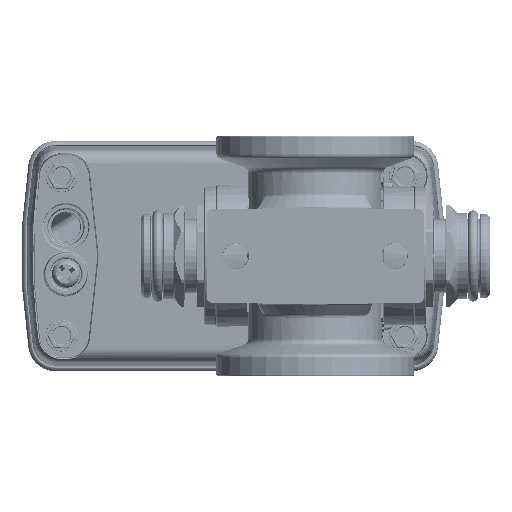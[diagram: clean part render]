
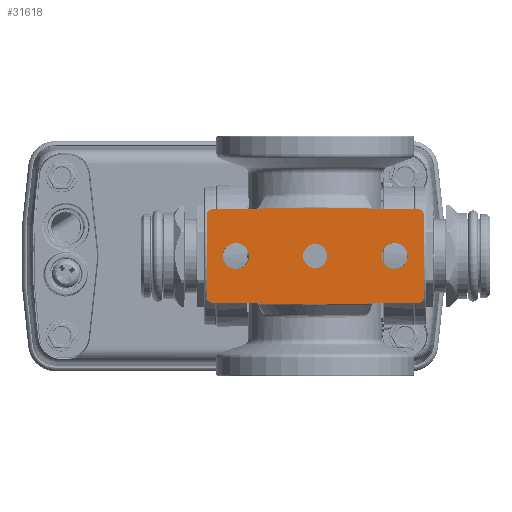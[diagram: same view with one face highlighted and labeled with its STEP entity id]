
A CAD part, front view. The second image highlights one B-rep face of the part: STEP entity #31618.
In plain terms, the highlighted face is planar.
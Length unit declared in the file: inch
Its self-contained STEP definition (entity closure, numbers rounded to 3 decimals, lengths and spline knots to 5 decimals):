
#3276 = EDGE_CURVE ( 'NONE', #19389, #25491, #83853, .T. ) ;
#4097 = EDGE_CURVE ( 'NONE', #73839, #19389, #10128, .T. ) ;
#4550 = CARTESIAN_POINT ( 'NONE',  ( 0.48046, -1.11966, -1.4 ) ) ;
#7544 = AXIS2_PLACEMENT_3D ( 'NONE', #150745, #140656, #115049 ) ;
#9179 = AXIS2_PLACEMENT_3D ( 'NONE', #21799, #69151, #116386 ) ;
#9985 = VECTOR ( 'NONE', #11422, 39.37008 ) ;
#10128 = CIRCLE ( 'NONE', #64820, 0.05 ) ;
#11422 = DIRECTION ( 'NONE',  ( -1., 0., 0. ) ) ;
#11759 = CIRCLE ( 'NONE', #9179, 0.125 ) ;
#11963 = EDGE_CURVE ( 'NONE', #25491, #147608, #54066, .T. ) ;
#13334 = EDGE_CURVE ( 'NONE', #34339, #105546, #103120, .T. ) ;
#15363 = VERTEX_POINT ( 'NONE', #130904 ) ;
#17014 = EDGE_CURVE ( 'NONE', #123534, #34704, #76751, .T. ) ;
#18150 = ORIENTED_EDGE ( 'NONE', *, *, #88385, .T. ) ;
#18738 = AXIS2_PLACEMENT_3D ( 'NONE', #121204, #123499, #132861 ) ;
#19389 = VERTEX_POINT ( 'NONE', #117860 ) ;
#21043 = VECTOR ( 'NONE', #65731, 39.37008 ) ;
#21192 = VECTOR ( 'NONE', #122444, 39.37008 ) ;
#21799 = CARTESIAN_POINT ( 'NONE',  ( 0., 0., -1.4 ) ) ;
#22523 = LINE ( 'NONE', #90798, #60686 ) ;
#24129 = DIRECTION ( 'NONE',  ( -0.017, 1., 0. ) ) ;
#25491 = VERTEX_POINT ( 'NONE', #149470 ) ;
#28500 = CIRCLE ( 'NONE', #31045, 0.13555 ) ;
#31045 = AXIS2_PLACEMENT_3D ( 'NONE', #136988, #126078, #54061 ) ;
#31618 = ADVANCED_FACE ( 'NONE', ( #80958, #115806, #46068, #129734 ), #80177, .F. ) ;
#31842 = DIRECTION ( 'NONE',  ( -1., 0., 0. ) ) ;
#33745 = CARTESIAN_POINT ( 'NONE',  ( -0.43132, -1.12, -1.4 ) ) ;
#34339 = VERTEX_POINT ( 'NONE', #136551 ) ;
#34704 = VERTEX_POINT ( 'NONE', #35142 ) ;
#35142 = CARTESIAN_POINT ( 'NONE',  ( 0.5, 0., -1.4 ) ) ;
#38428 = DIRECTION ( 'NONE',  ( 1., 0., 0. ) ) ;
#39939 = CARTESIAN_POINT ( 'NONE',  ( 0., -0.8195, -1.4 ) ) ;
#42402 = EDGE_CURVE ( 'NONE', #143484, #143484, #28500, .T. ) ;
#43958 = CARTESIAN_POINT ( 'NONE',  ( -0.51924, -1.10221, -1.4 ) ) ;
#44547 = EDGE_LOOP ( 'NONE', ( #65957 ) ) ;
#45855 = EDGE_CURVE ( 'NONE', #123534, #15363, #120255, .T. ) ;
#46068 = FACE_BOUND ( 'NONE', #114343, .T. ) ;
#48273 = ORIENTED_EDGE ( 'NONE', *, *, #42402, .F. ) ;
#48923 = CARTESIAN_POINT ( 'NONE',  ( 0.13555, 0.8195, -1.4 ) ) ;
#49180 = AXIS2_PLACEMENT_3D ( 'NONE', #108193, #49262, #96553 ) ;
#49262 = DIRECTION ( 'NONE',  ( 0., 0., -1. ) ) ;
#49284 = VECTOR ( 'NONE', #84696, 39.37008 ) ;
#53971 = ORIENTED_EDGE ( 'NONE', *, *, #13334, .T. ) ;
#54061 = DIRECTION ( 'NONE',  ( 1., 0., 0. ) ) ;
#54066 = LINE ( 'NONE', #43958, #21043 ) ;
#54349 = EDGE_LOOP ( 'NONE', ( #135584 ) ) ;
#55515 = EDGE_CURVE ( 'NONE', #34339, #82997, #58026, .T. ) ;
#56187 = ORIENTED_EDGE ( 'NONE', *, *, #4097, .T. ) ;
#58026 = LINE ( 'NONE', #140989, #9985 ) ;
#59054 = CIRCLE ( 'NONE', #49180, 0.05 ) ;
#60636 = DIRECTION ( 'NONE',  ( 1., 0., 0. ) ) ;
#60686 = VECTOR ( 'NONE', #31842, 39.37008 ) ;
#64590 = VECTOR ( 'NONE', #24129, 39.37008 ) ;
#64820 = AXIS2_PLACEMENT_3D ( 'NONE', #143562, #118738, #60636 ) ;
#65049 = EDGE_CURVE ( 'NONE', #15363, #73839, #22523, .T. ) ;
#65731 = DIRECTION ( 'NONE',  ( 0.017, 1., 0. ) ) ;
#65957 = ORIENTED_EDGE ( 'NONE', *, *, #70461, .F. ) ;
#69151 = DIRECTION ( 'NONE',  ( 0., 0., -1. ) ) ;
#70461 = EDGE_CURVE ( 'NONE', #92924, #92924, #11759, .T. ) ;
#73354 = DIRECTION ( 'NONE',  ( 0., 0., -1. ) ) ;
#73789 = CARTESIAN_POINT ( 'NONE',  ( 0.48131, 1.07087, -1.4 ) ) ;
#73839 = VERTEX_POINT ( 'NONE', #33745 ) ;
#74303 = EDGE_CURVE ( 'NONE', #34704, #105546, #121074, .T. ) ;
#76648 = ORIENTED_EDGE ( 'NONE', *, *, #65049, .T. ) ;
#76751 = LINE ( 'NONE', #4550, #21192 ) ;
#77488 = DIRECTION ( 'NONE',  ( 1., 0., 0. ) ) ;
#80177 = PLANE ( 'NONE',  #7544 ) ;
#80188 = EDGE_LOOP ( 'NONE', ( #116291, #18150, #122622, #53971, #138337, #98389, #108463, #76648, #56187, #112341 ) ) ;
#80958 = FACE_BOUND ( 'NONE', #44547, .T. ) ;
#82997 = VERTEX_POINT ( 'NONE', #108908 ) ;
#83853 = LINE ( 'NONE', #84596, #64590 ) ;
#84596 = CARTESIAN_POINT ( 'NONE',  ( -0.48015, -1.13711, -1.4 ) ) ;
#84696 = DIRECTION ( 'NONE',  ( -0.017, 1., 0. ) ) ;
#85560 = VERTEX_POINT ( 'NONE', #98716 ) ;
#88385 = EDGE_CURVE ( 'NONE', #147608, #82997, #59054, .T. ) ;
#90087 = CARTESIAN_POINT ( 'NONE',  ( -0.48131, 1.07087, -1.4 ) ) ;
#90798 = CARTESIAN_POINT ( 'NONE',  ( 0.5, -1.12, -1.4 ) ) ;
#92924 = VERTEX_POINT ( 'NONE', #152662 ) ;
#96553 = DIRECTION ( 'NONE',  ( 1., 0., 0. ) ) ;
#98389 = ORIENTED_EDGE ( 'NONE', *, *, #17014, .F. ) ;
#98716 = CARTESIAN_POINT ( 'NONE',  ( 0.13555, -0.8195, -1.4 ) ) ;
#99019 = CARTESIAN_POINT ( 'NONE',  ( 0.48131, -1.07087, -1.4 ) ) ;
#99131 = AXIS2_PLACEMENT_3D ( 'NONE', #39939, #73354, #38428 ) ;
#99226 = DIRECTION ( 'NONE',  ( 0., 0., -1. ) ) ;
#103120 = CIRCLE ( 'NONE', #122976, 0.05 ) ;
#105546 = VERTEX_POINT ( 'NONE', #73789 ) ;
#108193 = CARTESIAN_POINT ( 'NONE',  ( -0.43132, 1.07, -1.4 ) ) ;
#108463 = ORIENTED_EDGE ( 'NONE', *, *, #45855, .T. ) ;
#108908 = CARTESIAN_POINT ( 'NONE',  ( -0.43132, 1.12, -1.4 ) ) ;
#112341 = ORIENTED_EDGE ( 'NONE', *, *, #3276, .T. ) ;
#113869 = CARTESIAN_POINT ( 'NONE',  ( 0.43132, 1.07, -1.4 ) ) ;
#114343 = EDGE_LOOP ( 'NONE', ( #48273 ) ) ;
#115049 = DIRECTION ( 'NONE',  ( 1., 0., 0. ) ) ;
#115806 = FACE_BOUND ( 'NONE', #54349, .T. ) ;
#116115 = CIRCLE ( 'NONE', #99131, 0.13555 ) ;
#116291 = ORIENTED_EDGE ( 'NONE', *, *, #11963, .T. ) ;
#116386 = DIRECTION ( 'NONE',  ( -1., 0., 0. ) ) ;
#117860 = CARTESIAN_POINT ( 'NONE',  ( -0.48131, -1.07087, -1.4 ) ) ;
#118738 = DIRECTION ( 'NONE',  ( 0., 0., -1. ) ) ;
#120255 = CIRCLE ( 'NONE', #18738, 0.05 ) ;
#121074 = LINE ( 'NONE', #142127, #49284 ) ;
#121204 = CARTESIAN_POINT ( 'NONE',  ( 0.43132, -1.07, -1.4 ) ) ;
#122444 = DIRECTION ( 'NONE',  ( 0.017, 1., 0. ) ) ;
#122622 = ORIENTED_EDGE ( 'NONE', *, *, #55515, .F. ) ;
#122976 = AXIS2_PLACEMENT_3D ( 'NONE', #113869, #99226, #77488 ) ;
#123499 = DIRECTION ( 'NONE',  ( 0., 0., -1. ) ) ;
#123534 = VERTEX_POINT ( 'NONE', #99019 ) ;
#126078 = DIRECTION ( 'NONE',  ( 0., 0., -1. ) ) ;
#129734 = FACE_OUTER_BOUND ( 'NONE', #80188, .T. ) ;
#130904 = CARTESIAN_POINT ( 'NONE',  ( 0.43132, -1.12, -1.4 ) ) ;
#132861 = DIRECTION ( 'NONE',  ( 1., 0., 0. ) ) ;
#135584 = ORIENTED_EDGE ( 'NONE', *, *, #144178, .F. ) ;
#136551 = CARTESIAN_POINT ( 'NONE',  ( 0.43132, 1.12, -1.4 ) ) ;
#136988 = CARTESIAN_POINT ( 'NONE',  ( 0., 0.8195, -1.4 ) ) ;
#138337 = ORIENTED_EDGE ( 'NONE', *, *, #74303, .F. ) ;
#140656 = DIRECTION ( 'NONE',  ( 0., 0., 1. ) ) ;
#140989 = CARTESIAN_POINT ( 'NONE',  ( 0.5, 1.12, -1.4 ) ) ;
#142127 = CARTESIAN_POINT ( 'NONE',  ( 0.51954, -1.11966, -1.4 ) ) ;
#143484 = VERTEX_POINT ( 'NONE', #48923 ) ;
#143562 = CARTESIAN_POINT ( 'NONE',  ( -0.43132, -1.07, -1.4 ) ) ;
#144178 = EDGE_CURVE ( 'NONE', #85560, #85560, #116115, .T. ) ;
#147608 = VERTEX_POINT ( 'NONE', #90087 ) ;
#149470 = CARTESIAN_POINT ( 'NONE',  ( -0.5, 0., -1.4 ) ) ;
#150745 = CARTESIAN_POINT ( 'NONE',  ( 0.5, -1.12, -1.4 ) ) ;
#152662 = CARTESIAN_POINT ( 'NONE',  ( -0.125, 0., -1.4 ) ) ;
